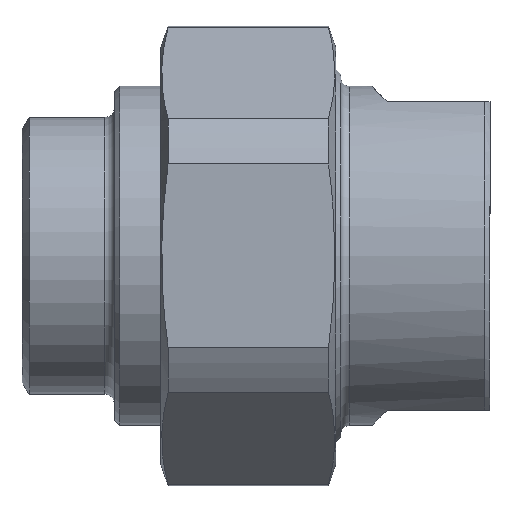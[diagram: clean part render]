
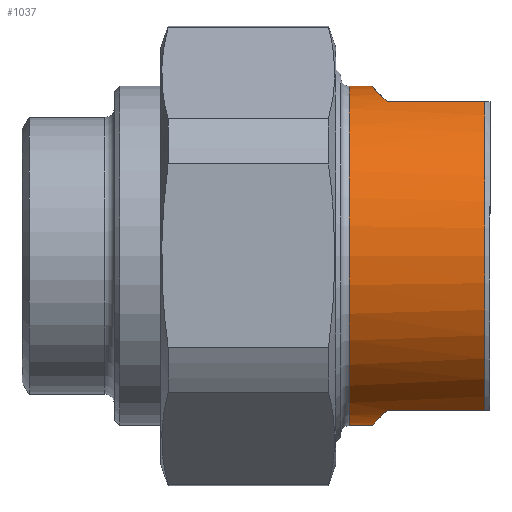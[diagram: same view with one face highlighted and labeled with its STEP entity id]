
A CAD part, top view. The second image highlights one B-rep face of the part: STEP entity #1037.
In plain terms, the highlighted cylindrical face has radius 16.5 mm (diameter 33 mm), a full revolution.
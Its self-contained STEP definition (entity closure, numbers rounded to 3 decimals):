
#23=ELLIPSE('',#1200,23.335,16.5);
#24=ELLIPSE('',#1203,23.335,16.5);
#105=CYLINDRICAL_SURFACE('',#1205,16.5);
#140=FACE_OUTER_BOUND('',#208,.T.);
#208=EDGE_LOOP('',(#820,#821,#822,#823,#824,#825,#826,#827,#828,#829,#830,
#831,#832));
#275=LINE('',#1830,#321);
#277=LINE('',#1841,#323);
#279=LINE('',#1849,#325);
#281=LINE('',#1860,#327);
#282=LINE('',#1866,#328);
#321=VECTOR('',#1440,10.);
#323=VECTOR('',#1442,10.);
#325=VECTOR('',#1450,10.);
#327=VECTOR('',#1452,10.);
#328=VECTOR('',#1457,16.5);
#376=CIRCLE('',#1206,16.5);
#377=CIRCLE('',#1207,16.5);
#378=CIRCLE('',#1208,16.5);
#379=CIRCLE('',#1209,16.5);
#380=CIRCLE('',#1210,16.5);
#474=VERTEX_POINT('',#1824);
#475=VERTEX_POINT('',#1825);
#476=VERTEX_POINT('',#1829);
#479=VERTEX_POINT('',#1837);
#480=VERTEX_POINT('',#1843);
#481=VERTEX_POINT('',#1844);
#482=VERTEX_POINT('',#1848);
#485=VERTEX_POINT('',#1856);
#486=VERTEX_POINT('',#1862);
#487=VERTEX_POINT('',#1863);
#488=VERTEX_POINT('',#1865);
#594=EDGE_CURVE('',#474,#475,#23,.T.);
#596=EDGE_CURVE('',#476,#474,#275,.T.);
#600=EDGE_CURVE('',#475,#479,#277,.T.);
#601=EDGE_CURVE('',#480,#481,#24,.T.);
#603=EDGE_CURVE('',#482,#480,#279,.T.);
#607=EDGE_CURVE('',#481,#485,#281,.T.);
#608=EDGE_CURVE('',#486,#487,#376,.T.);
#609=EDGE_CURVE('',#486,#488,#282,.T.);
#610=EDGE_CURVE('',#482,#488,#377,.T.);
#611=EDGE_CURVE('',#476,#485,#378,.T.);
#612=EDGE_CURVE('',#488,#479,#379,.T.);
#613=EDGE_CURVE('',#487,#486,#380,.T.);
#820=ORIENTED_EDGE('',*,*,#608,.F.);
#821=ORIENTED_EDGE('',*,*,#609,.T.);
#822=ORIENTED_EDGE('',*,*,#610,.F.);
#823=ORIENTED_EDGE('',*,*,#603,.T.);
#824=ORIENTED_EDGE('',*,*,#601,.T.);
#825=ORIENTED_EDGE('',*,*,#607,.T.);
#826=ORIENTED_EDGE('',*,*,#611,.F.);
#827=ORIENTED_EDGE('',*,*,#596,.T.);
#828=ORIENTED_EDGE('',*,*,#594,.T.);
#829=ORIENTED_EDGE('',*,*,#600,.T.);
#830=ORIENTED_EDGE('',*,*,#612,.F.);
#831=ORIENTED_EDGE('',*,*,#609,.F.);
#832=ORIENTED_EDGE('',*,*,#613,.F.);
#1037=ADVANCED_FACE('',(#140),#105,.T.);
#1200=AXIS2_PLACEMENT_3D('',#1826,#1435,#1436);
#1203=AXIS2_PLACEMENT_3D('',#1845,#1445,#1446);
#1205=AXIS2_PLACEMENT_3D('',#1861,#1453,#1454);
#1206=AXIS2_PLACEMENT_3D('',#1864,#1455,#1456);
#1207=AXIS2_PLACEMENT_3D('',#1867,#1458,#1459);
#1208=AXIS2_PLACEMENT_3D('',#1868,#1460,#1461);
#1209=AXIS2_PLACEMENT_3D('',#1869,#1462,#1463);
#1210=AXIS2_PLACEMENT_3D('',#1870,#1464,#1465);
#1435=DIRECTION('center_axis',(0.707,0.,-0.707));
#1436=DIRECTION('ref_axis',(0.707,0.,0.707));
#1440=DIRECTION('',(1.,0.,0.));
#1442=DIRECTION('',(-1.,0.,0.));
#1445=DIRECTION('center_axis',(0.707,0.,0.707));
#1446=DIRECTION('ref_axis',(-0.707,0.,0.707));
#1450=DIRECTION('',(1.,0.,0.));
#1452=DIRECTION('',(-1.,0.,0.));
#1453=DIRECTION('center_axis',(1.,0.,0.));
#1454=DIRECTION('ref_axis',(0.,1.,0.));
#1455=DIRECTION('center_axis',(1.,0.,0.));
#1456=DIRECTION('ref_axis',(0.,-1.,0.));
#1457=DIRECTION('',(-1.,0.,0.));
#1458=DIRECTION('center_axis',(-1.,0.,0.));
#1459=DIRECTION('ref_axis',(0.,-1.,0.));
#1460=DIRECTION('center_axis',(-1.,0.,0.));
#1461=DIRECTION('ref_axis',(0.,-1.,0.));
#1462=DIRECTION('center_axis',(-1.,0.,0.));
#1463=DIRECTION('ref_axis',(0.,-1.,0.));
#1464=DIRECTION('center_axis',(1.,0.,0.));
#1465=DIRECTION('ref_axis',(0.,-1.,0.));
#1824=CARTESIAN_POINT('',(-14.,6.874,15.));
#1825=CARTESIAN_POINT('',(-14.,-6.874,15.));
#1826=CARTESIAN_POINT('Origin',(-29.,0.,0.));
#1829=CARTESIAN_POINT('',(-23.5,6.874,15.));
#1830=CARTESIAN_POINT('',(-16.75,6.874,15.));
#1837=CARTESIAN_POINT('',(-23.5,-6.874,15.));
#1841=CARTESIAN_POINT('',(-16.75,-6.874,15.));
#1843=CARTESIAN_POINT('',(-14.,-6.874,-15.));
#1844=CARTESIAN_POINT('',(-14.,6.874,-15.));
#1845=CARTESIAN_POINT('Origin',(-29.,0.,0.));
#1848=CARTESIAN_POINT('',(-23.5,-6.874,-15.));
#1849=CARTESIAN_POINT('',(-16.75,-6.874,-15.));
#1856=CARTESIAN_POINT('',(-23.5,6.874,-15.));
#1860=CARTESIAN_POINT('',(-16.75,6.874,-15.));
#1861=CARTESIAN_POINT('Origin',(-16.75,0.,0.));
#1862=CARTESIAN_POINT('',(-10.3,-16.5,0.));
#1863=CARTESIAN_POINT('',(-10.3,0.,16.5));
#1864=CARTESIAN_POINT('Origin',(-10.3,0.,0.));
#1865=CARTESIAN_POINT('',(-23.5,-16.5,0.));
#1866=CARTESIAN_POINT('',(-16.75,-16.5,0.));
#1867=CARTESIAN_POINT('Origin',(-23.5,0.,0.));
#1868=CARTESIAN_POINT('Origin',(-23.5,0.,0.));
#1869=CARTESIAN_POINT('Origin',(-23.5,0.,0.));
#1870=CARTESIAN_POINT('Origin',(-10.3,0.,0.));
